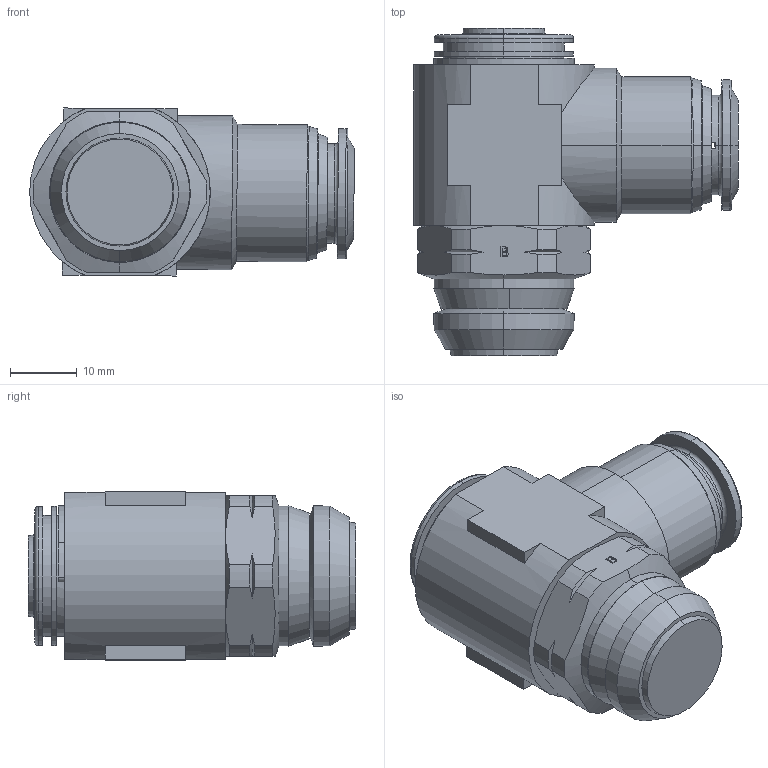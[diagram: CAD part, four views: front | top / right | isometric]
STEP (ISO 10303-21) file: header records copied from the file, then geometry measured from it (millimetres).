
FILE_DESCRIPTION (( 'STEP AP214' ), '1' );
FILE_NAME ('5792000014A.step', '2012-10-22T17:42:00', ( '' ), ( '' ), 'SwSTEP 2.0', 'SolidWorks 2012', '' );
FILE_SCHEMA (( 'AUTOMOTIVE_DESIGN' ));
Length unit declared in the file: millimetre
Products named in the file (1): 5792000014A
Bounding box: 48.55 x 49 x 25.13 mm (x, y, z)
Volume: 29765.6 mm3; surface area: 6980 mm2
Topology: 1 solids, 1 shells, 171 faces, 430 edges, 276 vertices
Faces by surface type: plane 64, cone 44, cylinder 43, torus 10, bspline 10
Entity records: 6632 total; most frequent: CARTESIAN_POINT 1671, ORIENTED_EDGE 860, DIRECTION 858, EDGE_CURVE 430, AXIS2_PLACEMENT_3D 332, VERTEX_POINT 276, VECTOR 194, LINE 194
